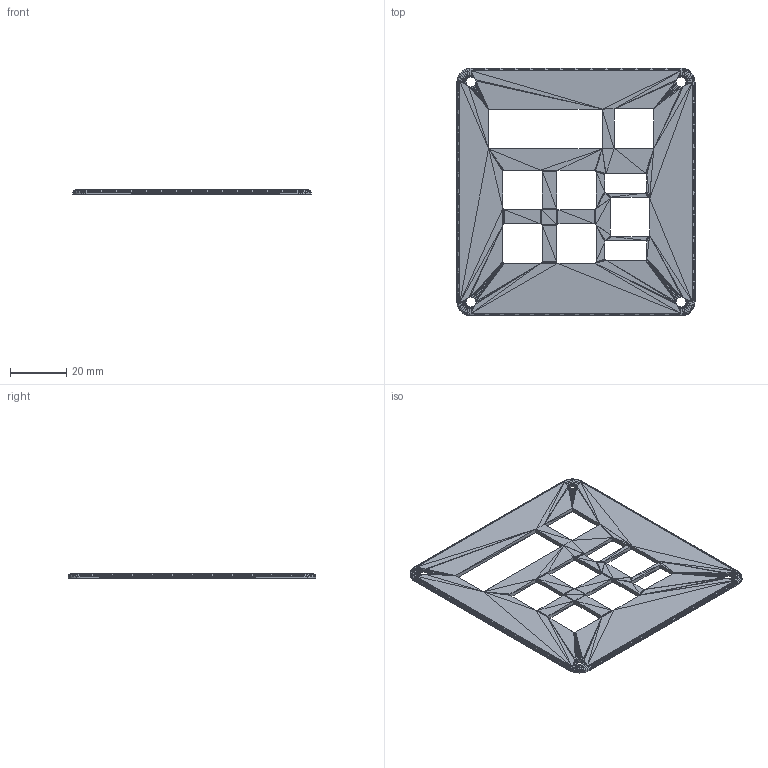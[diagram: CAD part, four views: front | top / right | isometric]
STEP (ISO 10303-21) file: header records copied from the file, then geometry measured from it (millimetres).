
FILE_DESCRIPTION((''),'2;1');
FILE_NAME('HACKPAD-top case', '2025-12-16T22:18:17', (''), (''), 'ImageToStl.com STEP Converter','', '');
FILE_SCHEMA(('AUTOMOTIVE_DESIGN_CC2'));
Length unit declared in the file: metre
Products named in the file (1): product0
Bounding box: 84.5 x 88 x 1.5 mm (x, y, z)
Surface area: 12137.5 mm2 (no closed solid volume)
Topology: 0 solids, 4116 shells, 4116 faces, 12348 edges, 2034 vertices
Faces by surface type: plane 4116
Entity records: 94648 total; most frequent: DIRECTION 20582, ORIENTED_EDGE 12348, EDGE_CURVE 12348, LINE 12348, VECTOR 12348, AXIS2_PLACEMENT_3D 4117, FACE_SURFACE 4116, PLANE 4116
